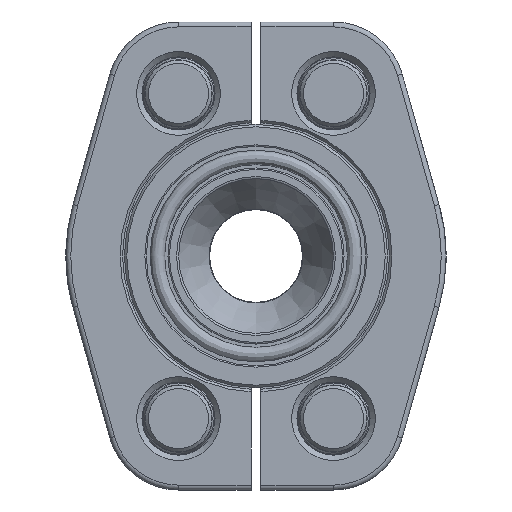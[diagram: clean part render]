
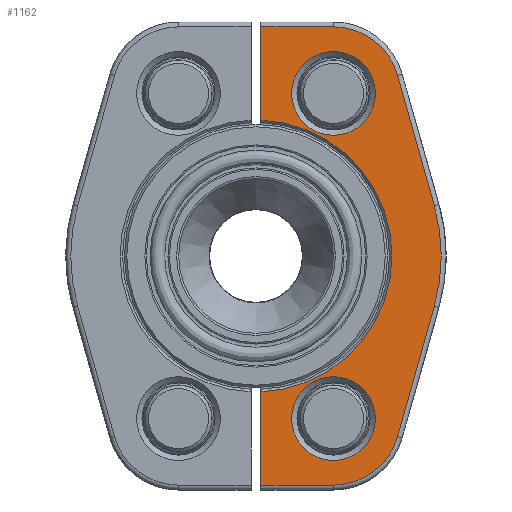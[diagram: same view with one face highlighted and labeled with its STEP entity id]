
A CAD part, left-side view. The second image highlights one B-rep face of the part: STEP entity #1162.
In plain terms, the highlighted face is planar.
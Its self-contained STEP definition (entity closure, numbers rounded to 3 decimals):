
#1073=PLANE('',#2740);
#1162=ADVANCED_FACE('',(#1338,#1339,#1340),#1073,.T.);
#1338=FACE_BOUND('',#1489,.T.);
#1339=FACE_BOUND('',#1490,.T.);
#1340=FACE_BOUND('',#1491,.T.);
#1489=EDGE_LOOP('',(#1901,#1902,#1903,#1904,#1905,#1906,#1907,#1908,#1909,
#1910));
#1490=EDGE_LOOP('',(#1911));
#1491=EDGE_LOOP('',(#1912));
#1589=LINE('',#3822,#1649);
#1590=LINE('',#3825,#1650);
#1591=LINE('',#3829,#1651);
#1592=LINE('',#3833,#1652);
#1593=LINE('',#3837,#1653);
#1594=LINE('',#3839,#1654);
#1649=VECTOR('',#3210,1.);
#1650=VECTOR('',#3211,1.);
#1651=VECTOR('',#3214,1.);
#1652=VECTOR('',#3217,1.);
#1653=VECTOR('',#3220,1.);
#1654=VECTOR('',#3221,1.);
#1901=ORIENTED_EDGE('',*,*,#2372,.F.);
#1902=ORIENTED_EDGE('',*,*,#2373,.T.);
#1903=ORIENTED_EDGE('',*,*,#2374,.T.);
#1904=ORIENTED_EDGE('',*,*,#2375,.T.);
#1905=ORIENTED_EDGE('',*,*,#2376,.T.);
#1906=ORIENTED_EDGE('',*,*,#2377,.T.);
#1907=ORIENTED_EDGE('',*,*,#2378,.T.);
#1908=ORIENTED_EDGE('',*,*,#2379,.T.);
#1909=ORIENTED_EDGE('',*,*,#2380,.F.);
#1910=ORIENTED_EDGE('',*,*,#2381,.T.);
#1911=ORIENTED_EDGE('',*,*,#2382,.T.);
#1912=ORIENTED_EDGE('',*,*,#2383,.T.);
#2199=VERTEX_POINT('',#3823);
#2200=VERTEX_POINT('',#3824);
#2201=VERTEX_POINT('',#3826);
#2202=VERTEX_POINT('',#3828);
#2203=VERTEX_POINT('',#3830);
#2204=VERTEX_POINT('',#3832);
#2205=VERTEX_POINT('',#3834);
#2206=VERTEX_POINT('',#3836);
#2207=VERTEX_POINT('',#3838);
#2208=VERTEX_POINT('',#3840);
#2209=VERTEX_POINT('',#3843);
#2210=VERTEX_POINT('',#3845);
#2372=EDGE_CURVE('',#2199,#2200,#1589,.T.);
#2373=EDGE_CURVE('',#2199,#2201,#1590,.T.);
#2374=EDGE_CURVE('',#2201,#2202,#2523,.T.);
#2375=EDGE_CURVE('',#2202,#2203,#1591,.T.);
#2376=EDGE_CURVE('',#2203,#2204,#2524,.T.);
#2377=EDGE_CURVE('',#2204,#2205,#1592,.T.);
#2378=EDGE_CURVE('',#2205,#2206,#2525,.T.);
#2379=EDGE_CURVE('',#2206,#2207,#1593,.T.);
#2380=EDGE_CURVE('',#2208,#2207,#1594,.T.);
#2381=EDGE_CURVE('',#2208,#2200,#2526,.T.);
#2382=EDGE_CURVE('',#2209,#2209,#2527,.T.);
#2383=EDGE_CURVE('',#2210,#2210,#2528,.T.);
#2523=CIRCLE('',#2734,13.65);
#2524=CIRCLE('',#2735,38.);
#2525=CIRCLE('',#2736,13.65);
#2526=CIRCLE('',#2737,27.875);
#2527=CIRCLE('',#2738,8.6);
#2528=CIRCLE('',#2739,8.6);
#2734=AXIS2_PLACEMENT_3D('',#3827,#3212,#3213);
#2735=AXIS2_PLACEMENT_3D('',#3831,#3215,#3216);
#2736=AXIS2_PLACEMENT_3D('',#3835,#3218,#3219);
#2737=AXIS2_PLACEMENT_3D('',#3841,#3222,#3223);
#2738=AXIS2_PLACEMENT_3D('',#3842,#3224,#3225);
#2739=AXIS2_PLACEMENT_3D('',#3844,#3226,#3227);
#2740=AXIS2_PLACEMENT_3D('',#3846,#3228,#3229);
#3210=DIRECTION('',(-1.,0.,0.));
#3211=DIRECTION('',(0.,-1.,0.));
#3212=DIRECTION('',(0.,0.,-1.));
#3213=DIRECTION('',(-1.,0.,0.));
#3214=DIRECTION('',(-0.963,-0.271,0.));
#3215=DIRECTION('',(0.,0.,-1.));
#3216=DIRECTION('',(-1.,0.,0.));
#3217=DIRECTION('',(-0.963,0.271,0.));
#3218=DIRECTION('',(0.,0.,-1.));
#3219=DIRECTION('',(-1.,0.,0.));
#3220=DIRECTION('',(0.,1.,0.));
#3221=DIRECTION('',(-1.,0.,0.));
#3222=DIRECTION('',(0.,0.,1.));
#3223=DIRECTION('',(-1.,0.,0.));
#3224=DIRECTION('',(0.,0.,1.));
#3225=DIRECTION('',(-1.,0.,0.));
#3226=DIRECTION('',(0.,0.,1.));
#3227=DIRECTION('',(-1.,0.,0.));
#3228=DIRECTION('',(0.,0.,-1.));
#3229=DIRECTION('',(-1.,0.,0.));
#3822=CARTESIAN_POINT('',(54.,-1.,0.));
#3823=CARTESIAN_POINT('',(47.,-1.,0.));
#3824=CARTESIAN_POINT('',(27.857,-1.,0.));
#3825=CARTESIAN_POINT('',(47.,-15.9,0.));
#3826=CARTESIAN_POINT('',(47.,-15.9,0.));
#3827=CARTESIAN_POINT('',(33.35,-15.9,0.));
#3828=CARTESIAN_POINT('',(37.053,-29.038,0.));
#3829=CARTESIAN_POINT('',(37.053,-29.038,0.));
#3830=CARTESIAN_POINT('',(10.307,-36.575,0.));
#3831=CARTESIAN_POINT('',(0.,0.,0.));
#3832=CARTESIAN_POINT('',(-10.307,-36.575,0.));
#3833=CARTESIAN_POINT('',(24.74,-46.452,0.));
#3834=CARTESIAN_POINT('',(-37.053,-29.038,0.));
#3835=CARTESIAN_POINT('',(-33.35,-15.9,0.));
#3836=CARTESIAN_POINT('',(-47.,-15.9,0.));
#3837=CARTESIAN_POINT('',(-47.,-15.9,0.));
#3838=CARTESIAN_POINT('',(-47.,-1.,0.));
#3839=CARTESIAN_POINT('',(54.,-1.,0.));
#3840=CARTESIAN_POINT('',(-27.857,-1.,0.));
#3841=CARTESIAN_POINT('',(0.,0.,0.));
#3842=CARTESIAN_POINT('',(-33.35,-15.9,0.));
#3843=CARTESIAN_POINT('',(-41.95,-15.9,0.));
#3844=CARTESIAN_POINT('',(33.35,-15.9,0.));
#3845=CARTESIAN_POINT('',(24.75,-15.9,0.));
#3846=CARTESIAN_POINT('',(33.35,-15.9,0.));
